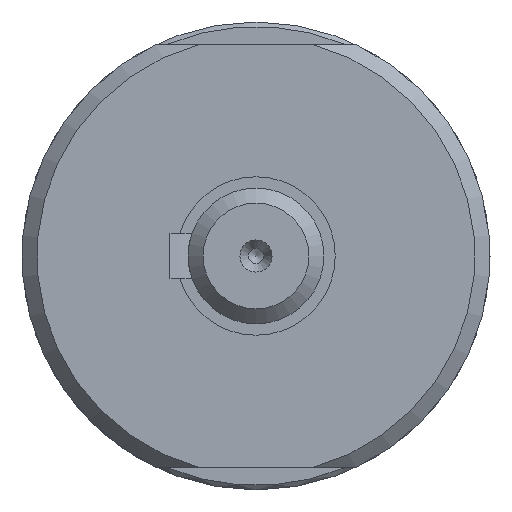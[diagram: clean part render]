
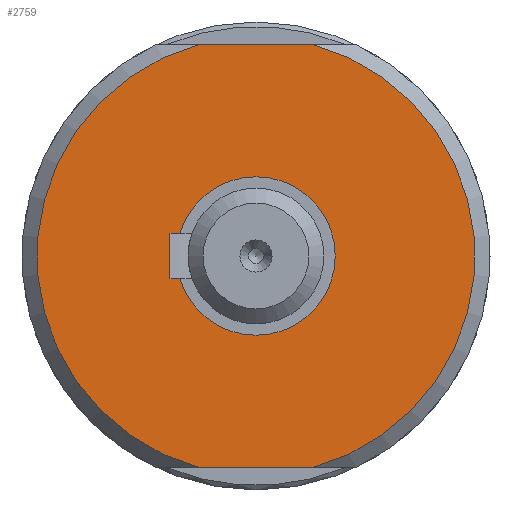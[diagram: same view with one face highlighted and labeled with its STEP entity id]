
A CAD part, left-side view. The second image highlights one B-rep face of the part: STEP entity #2759.
In plain terms, the highlighted planar face has unit normal (-1, 0, 0).
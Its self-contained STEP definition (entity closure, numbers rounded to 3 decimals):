
#207=FACE_BOUND('',#932,.T.);
#254=LINE('',#4035,#496);
#258=LINE('',#4062,#500);
#496=VECTOR('',#3258,10.);
#500=VECTOR('',#3268,10.);
#776=FACE_OUTER_BOUND('',#931,.T.);
#931=EDGE_LOOP('',(#1939,#1940,#1941,#1942));
#932=EDGE_LOOP('',(#1943,#1944));
#1113=CIRCLE('',#2963,14.5);
#1115=CIRCLE('',#2966,14.5);
#1116=CIRCLE('',#2969,5.25);
#1117=CIRCLE('',#2970,5.25);
#1224=VERTEX_POINT('',#4030);
#1225=VERTEX_POINT('',#4034);
#1232=VERTEX_POINT('',#4057);
#1233=VERTEX_POINT('',#4061);
#1237=VERTEX_POINT('',#4089);
#1238=VERTEX_POINT('',#4090);
#1495=EDGE_CURVE('',#1225,#1224,#254,.T.);
#1504=EDGE_CURVE('',#1233,#1232,#258,.T.);
#1514=EDGE_CURVE('',#1225,#1232,#1113,.T.);
#1516=EDGE_CURVE('',#1233,#1224,#1115,.T.);
#1517=EDGE_CURVE('',#1237,#1238,#1116,.T.);
#1518=EDGE_CURVE('',#1238,#1237,#1117,.T.);
#1939=ORIENTED_EDGE('',*,*,#1495,.T.);
#1940=ORIENTED_EDGE('',*,*,#1516,.F.);
#1941=ORIENTED_EDGE('',*,*,#1504,.T.);
#1942=ORIENTED_EDGE('',*,*,#1514,.F.);
#1943=ORIENTED_EDGE('',*,*,#1517,.T.);
#1944=ORIENTED_EDGE('',*,*,#1518,.T.);
#2647=PLANE('',#2968);
#2759=ADVANCED_FACE('',(#776,#207),#2647,.T.);
#2963=AXIS2_PLACEMENT_3D('',#4083,#3290,#3291);
#2966=AXIS2_PLACEMENT_3D('',#4086,#3296,#3297);
#2968=AXIS2_PLACEMENT_3D('',#4088,#3300,#3301);
#2969=AXIS2_PLACEMENT_3D('',#4091,#3302,#3303);
#2970=AXIS2_PLACEMENT_3D('',#4092,#3304,#3305);
#3258=DIRECTION('',(0.,1.,0.));
#3268=DIRECTION('',(0.,-1.,0.));
#3290=DIRECTION('center_axis',(1.,0.,0.));
#3291=DIRECTION('ref_axis',(0.,1.,0.));
#3296=DIRECTION('center_axis',(1.,0.,0.));
#3297=DIRECTION('ref_axis',(0.,1.,0.));
#3300=DIRECTION('center_axis',(-1.,0.,0.));
#3301=DIRECTION('ref_axis',(0.,0.,-1.));
#3302=DIRECTION('center_axis',(1.,0.,0.));
#3303=DIRECTION('ref_axis',(0.,-1.,0.));
#3304=DIRECTION('center_axis',(1.,0.,0.));
#3305=DIRECTION('ref_axis',(0.,-1.,0.));
#4030=CARTESIAN_POINT('',(-93.9,3.775,14.));
#4034=CARTESIAN_POINT('',(-93.9,-3.775,14.));
#4035=CARTESIAN_POINT('',(-93.9,1.954,14.));
#4057=CARTESIAN_POINT('',(-93.9,-3.775,-14.));
#4061=CARTESIAN_POINT('',(-93.9,3.775,-14.));
#4062=CARTESIAN_POINT('',(-93.9,-12.329,-14.));
#4083=CARTESIAN_POINT('Origin',(-93.9,0.,0.));
#4086=CARTESIAN_POINT('Origin',(-93.9,0.,0.));
#4088=CARTESIAN_POINT('Origin',(-93.9,-10.375,0.));
#4089=CARTESIAN_POINT('',(-93.9,-5.25,0.));
#4090=CARTESIAN_POINT('',(-93.9,5.25,0.));
#4091=CARTESIAN_POINT('Origin',(-93.9,0.,0.));
#4092=CARTESIAN_POINT('Origin',(-93.9,0.,0.));
